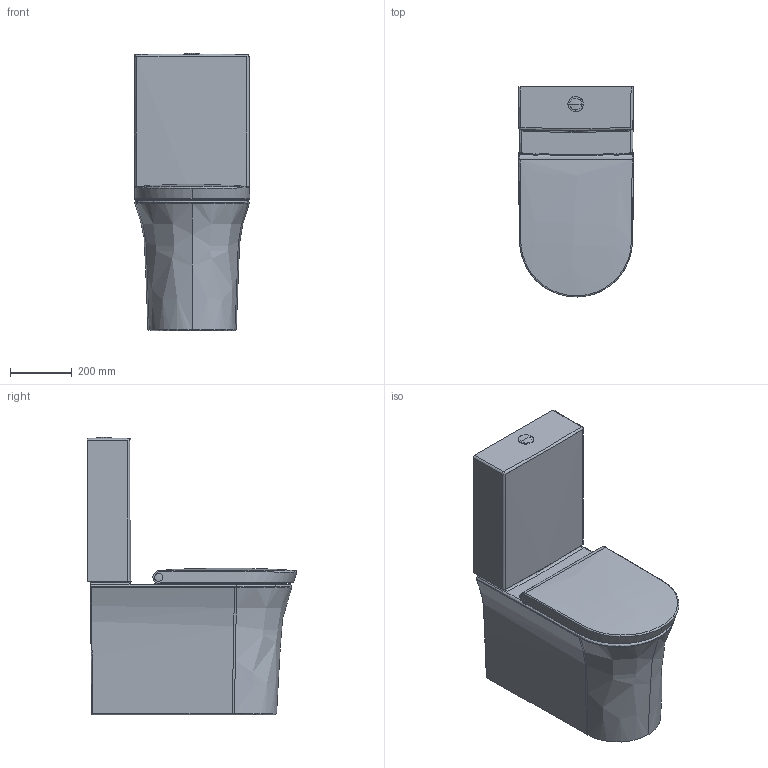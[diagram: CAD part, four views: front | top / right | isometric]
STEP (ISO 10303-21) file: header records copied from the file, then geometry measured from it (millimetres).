
FILE_DESCRIPTION(/* description */ (''),/* implementation_level */ '2;1');
FILE_NAME(/* name */ '219709',/* time_stamp */ '2021-06-21T15:27:15+02:00',/* author */ (''),/* organization */ (''),/* preprocessor_version */ 'ST-DEVELOPER v15',/* originating_system */ '',/* authorisation */ '');
FILE_SCHEMA (('AUTOMOTIVE_DESIGN'));
Products named in the file (1): Document
Bounding box: 372.54 x 677.32 x 895.34 mm (x, y, z)
Volume: 34927074.8 mm3; surface area: 3216955.6 mm2
Topology: 7 solids, 14 shells, 2506 faces, 6302 edges, 3625 vertices
Faces by surface type: bspline 2150, plane 356
Entity records: 440713 total; most frequent: CARTESIAN_POINT 405369, ORIENTED_EDGE 12054, EDGE_CURVE 6219, B_SPLINE_CURVE_WITH_KNOTS 3967, VERTEX_POINT 3624, EDGE_LOOP 2571, ADVANCED_FACE 2505, FACE_OUTER_BOUND 2505
